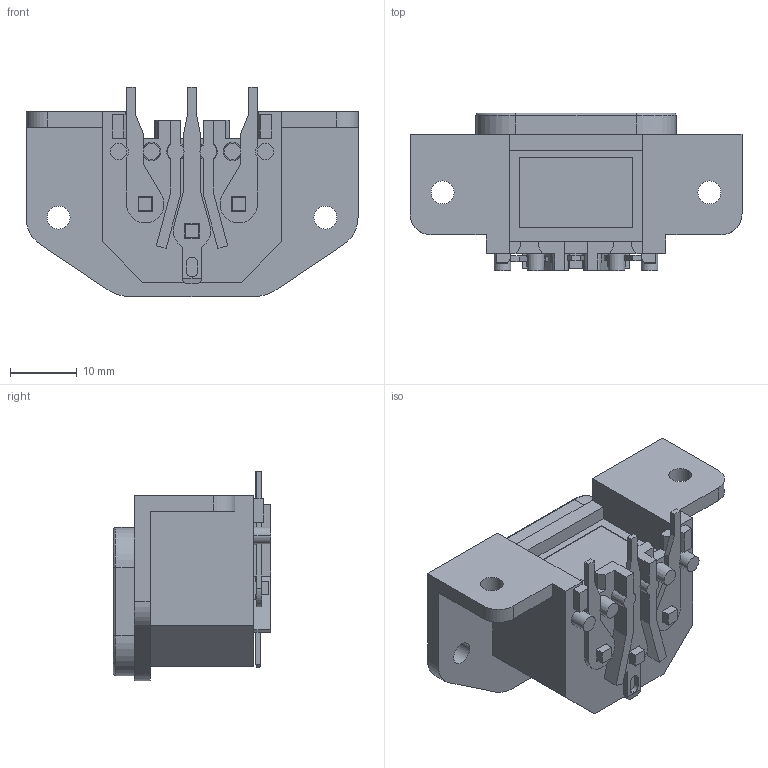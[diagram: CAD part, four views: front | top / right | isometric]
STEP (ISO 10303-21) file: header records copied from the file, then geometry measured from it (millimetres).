
FILE_DESCRIPTION(('STEP AP214'),'1');
FILE_NAME('px0580-pc.stp','2019-02-14T09:50:52',('TraceParts'),('TraceParts S.A.'),'Spatial InterOp 3D',' ',' ');
FILE_SCHEMA(('automotive_design'));
Length unit declared in the file: millimetre
Products named in the file (7): px0580-pc_1; px0580-pc_2; px0580-pc_3; px0580-pc_4; px0580-pc_5; px0580-pc_6; px0580-pc_7
Bounding box: 49.76 x 23.6 x 31.43 mm (x, y, z)
Volume: 7616.9 mm3; surface area: 8701.6 mm2
Topology: 7 solids, 7 shells, 340 faces, 916 edges, 600 vertices
Faces by surface type: plane 248, cylinder 72, cone 12, torus 8
Entity records: 10749 total; most frequent: CARTESIAN_POINT 1931, ORIENTED_EDGE 1832, DIRECTION 1770, EDGE_CURVE 916, LINE 732, VECTOR 732, VERTEX_POINT 600, AXIS2_PLACEMENT_3D 519
